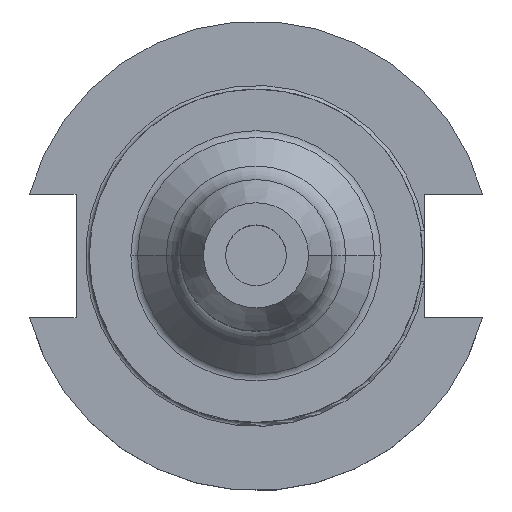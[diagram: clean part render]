
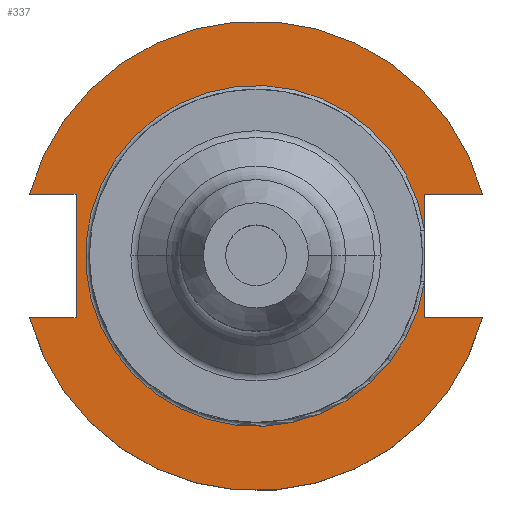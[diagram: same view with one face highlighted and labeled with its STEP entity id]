
A CAD part, top view. The second image highlights one B-rep face of the part: STEP entity #337.
In plain terms, the highlighted planar face has unit normal (0, 0, 1).
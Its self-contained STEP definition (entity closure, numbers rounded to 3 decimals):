
#14 = ORIENTED_EDGE ( 'NONE', *, *, #805, .F. ) ;
#17 = EDGE_CURVE ( 'NONE', #1480, #389, #1775, .T. ) ;
#28 = DIRECTION ( 'NONE',  ( 1., 0., 0. ) ) ;
#62 = FACE_OUTER_BOUND ( 'NONE', #1613, .T. ) ;
#108 = ORIENTED_EDGE ( 'NONE', *, *, #1541, .T. ) ;
#133 = LINE ( 'NONE', #1445, #586 ) ;
#134 = CARTESIAN_POINT ( 'NONE',  ( -47.477, 12.954, 19.05 ) ) ;
#148 = VECTOR ( 'NONE', #301, 1000. ) ;
#161 = VERTEX_POINT ( 'NONE', #134 ) ;
#214 = DIRECTION ( 'NONE',  ( 1., 0., 0. ) ) ;
#268 = LINE ( 'NONE', #1673, #1736 ) ;
#275 = CIRCLE ( 'NONE', #1602, 49.212 ) ;
#301 = DIRECTION ( 'NONE',  ( -1., 0., 0. ) ) ;
#318 = DIRECTION ( 'NONE',  ( 1., 0., 0. ) ) ;
#337 = ADVANCED_FACE ( 'NONE', ( #62 ), #1623, .T. ) ;
#348 = DIRECTION ( 'NONE',  ( 0., 0., 1. ) ) ;
#365 = LINE ( 'NONE', #1645, #450 ) ;
#389 = VERTEX_POINT ( 'NONE', #1394 ) ;
#422 = VERTEX_POINT ( 'NONE', #518 ) ;
#429 = DIRECTION ( 'NONE',  ( 0., -1., 0. ) ) ;
#438 = ORIENTED_EDGE ( 'NONE', *, *, #1492, .F. ) ;
#447 = ORIENTED_EDGE ( 'NONE', *, *, #17, .F. ) ;
#450 = VECTOR ( 'NONE', #214, 1000. ) ;
#464 = ORIENTED_EDGE ( 'NONE', *, *, #711, .T. ) ;
#477 = DIRECTION ( 'NONE',  ( 0., 1., 0. ) ) ;
#504 = ORIENTED_EDGE ( 'NONE', *, *, #525, .F. ) ;
#516 = VERTEX_POINT ( 'NONE', #1416 ) ;
#518 = CARTESIAN_POINT ( 'NONE',  ( -47.477, -12.954, 19.05 ) ) ;
#522 = ORIENTED_EDGE ( 'NONE', *, *, #1106, .F. ) ;
#525 = EDGE_CURVE ( 'NONE', #422, #1139, #133, .T. ) ;
#537 = CARTESIAN_POINT ( 'NONE',  ( 47.477, 12.954, 19.05 ) ) ;
#559 = VERTEX_POINT ( 'NONE', #571 ) ;
#571 = CARTESIAN_POINT ( 'NONE',  ( -37.719, 12.954, 19.05 ) ) ;
#577 = ORIENTED_EDGE ( 'NONE', *, *, #657, .F. ) ;
#586 = VECTOR ( 'NONE', #1451, 1000. ) ;
#625 = CARTESIAN_POINT ( 'NONE',  ( 0., 49.212, 19.05 ) ) ;
#632 = CARTESIAN_POINT ( 'NONE',  ( 35.306, 12.954, 19.05 ) ) ;
#657 = EDGE_CURVE ( 'NONE', #559, #161, #787, .T. ) ;
#684 = VECTOR ( 'NONE', #477, 1000. ) ;
#711 = EDGE_CURVE ( 'NONE', #422, #895, #1656, .T. ) ;
#787 = LINE ( 'NONE', #1023, #148 ) ;
#796 = DIRECTION ( 'NONE',  ( 0., -1., 0. ) ) ;
#805 = EDGE_CURVE ( 'NONE', #1139, #559, #1278, .T. ) ;
#806 = DIRECTION ( 'NONE',  ( 1., 0., 0. ) ) ;
#817 = DIRECTION ( 'NONE',  ( -1., 0., 0. ) ) ;
#838 = VECTOR ( 'NONE', #429, 1000. ) ;
#856 = LINE ( 'NONE', #1108, #1629 ) ;
#862 = AXIS2_PLACEMENT_3D ( 'NONE', #1231, #946, #806 ) ;
#886 = CARTESIAN_POINT ( 'NONE',  ( 35.306, -12.954, 19.05 ) ) ;
#895 = VERTEX_POINT ( 'NONE', #1765 ) ;
#908 = CARTESIAN_POINT ( 'NONE',  ( 0., 0., 19.05 ) ) ;
#946 = DIRECTION ( 'NONE',  ( 0., 0., -1. ) ) ;
#1019 = CARTESIAN_POINT ( 'NONE',  ( 0., 0., 19.05 ) ) ;
#1023 = CARTESIAN_POINT ( 'NONE',  ( -63.719, 12.954, 19.05 ) ) ;
#1037 = EDGE_CURVE ( 'NONE', #1082, #161, #275, .T. ) ;
#1043 = ORIENTED_EDGE ( 'NONE', *, *, #1037, .T. ) ;
#1058 = CARTESIAN_POINT ( 'NONE',  ( -37.719, 12.954, 19.05 ) ) ;
#1082 = VERTEX_POINT ( 'NONE', #537 ) ;
#1106 = EDGE_CURVE ( 'NONE', #1082, #1480, #856, .T. ) ;
#1108 = CARTESIAN_POINT ( 'NONE',  ( 35.306, 12.954, 19.05 ) ) ;
#1139 = VERTEX_POINT ( 'NONE', #1538 ) ;
#1192 = DIRECTION ( 'NONE',  ( 0., 0., 1. ) ) ;
#1231 = CARTESIAN_POINT ( 'NONE',  ( 0., 0., 19.05 ) ) ;
#1269 = VERTEX_POINT ( 'NONE', #886 ) ;
#1278 = LINE ( 'NONE', #1058, #684 ) ;
#1306 = EDGE_CURVE ( 'NONE', #1269, #895, #365, .T. ) ;
#1332 = AXIS2_PLACEMENT_3D ( 'NONE', #625, #1192, #28 ) ;
#1350 = DIRECTION ( 'NONE',  ( 0., 0., 1. ) ) ;
#1394 = CARTESIAN_POINT ( 'NONE',  ( 35.306, 5.455, 19.05 ) ) ;
#1416 = CARTESIAN_POINT ( 'NONE',  ( 35.306, -5.455, 19.05 ) ) ;
#1445 = CARTESIAN_POINT ( 'NONE',  ( -63.719, -12.954, 19.05 ) ) ;
#1451 = DIRECTION ( 'NONE',  ( 1., 0., 0. ) ) ;
#1480 = VERTEX_POINT ( 'NONE', #632 ) ;
#1492 = EDGE_CURVE ( 'NONE', #516, #1269, #268, .T. ) ;
#1538 = CARTESIAN_POINT ( 'NONE',  ( -37.719, -12.954, 19.05 ) ) ;
#1541 = EDGE_CURVE ( 'NONE', #516, #389, #1621, .T. ) ;
#1585 = AXIS2_PLACEMENT_3D ( 'NONE', #908, #348, #1650 ) ;
#1602 = AXIS2_PLACEMENT_3D ( 'NONE', #1019, #1350, #318 ) ;
#1613 = EDGE_LOOP ( 'NONE', ( #438, #108, #447, #522, #1043, #577, #14, #504, #464, #1665 ) ) ;
#1621 = CIRCLE ( 'NONE', #862, 35.725 ) ;
#1623 = PLANE ( 'NONE',  #1332 ) ;
#1629 = VECTOR ( 'NONE', #817, 1000. ) ;
#1645 = CARTESIAN_POINT ( 'NONE',  ( 35.306, -12.954, 19.05 ) ) ;
#1650 = DIRECTION ( 'NONE',  ( 1., 0., 0. ) ) ;
#1656 = CIRCLE ( 'NONE', #1585, 49.212 ) ;
#1665 = ORIENTED_EDGE ( 'NONE', *, *, #1306, .F. ) ;
#1673 = CARTESIAN_POINT ( 'NONE',  ( 35.306, 12.954, 19.05 ) ) ;
#1736 = VECTOR ( 'NONE', #796, 1000. ) ;
#1765 = CARTESIAN_POINT ( 'NONE',  ( 47.477, -12.954, 19.05 ) ) ;
#1775 = LINE ( 'NONE', #1884, #838 ) ;
#1884 = CARTESIAN_POINT ( 'NONE',  ( 35.306, 12.954, 19.05 ) ) ;
